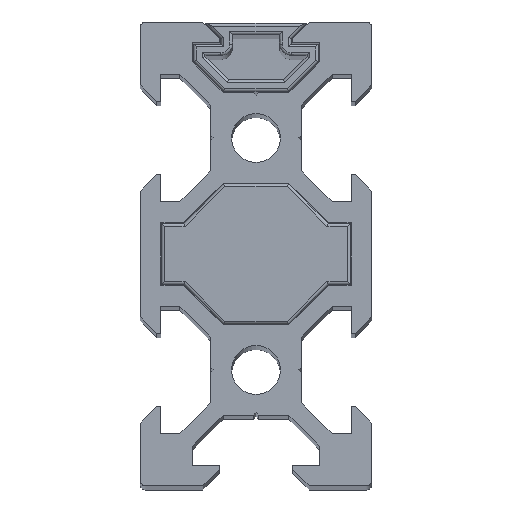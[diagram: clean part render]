
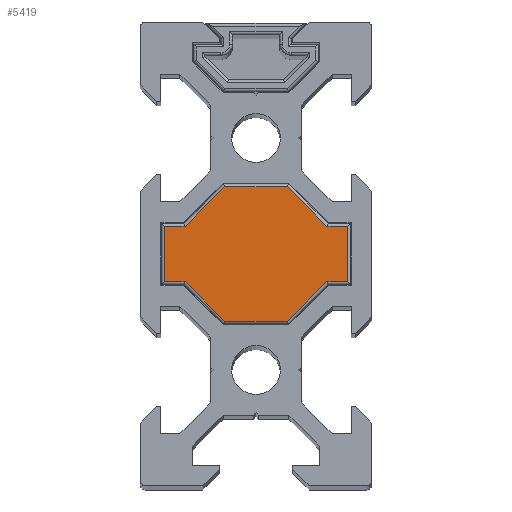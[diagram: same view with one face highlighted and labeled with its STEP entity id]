
A CAD part, top view. The second image highlights one B-rep face of the part: STEP entity #5419.
In plain terms, the highlighted planar face has unit normal (0, 0, 1).
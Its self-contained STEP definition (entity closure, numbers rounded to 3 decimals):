
#535=FACE_OUTER_BOUND('',#846,.T.);
#846=EDGE_LOOP('',(#4823,#4824,#4825,#4826,#4827,#4828,#4829,#4830,#4831,
#4832,#4833,#4834));
#1464=LINE('',#8763,#2104);
#1466=LINE('',#8771,#2106);
#1468=LINE('',#8777,#2108);
#1470=LINE('',#8783,#2110);
#1472=LINE('',#8789,#2112);
#1474=LINE('',#8795,#2114);
#1476=LINE('',#8801,#2116);
#1479=LINE('',#8809,#2119);
#1481=LINE('',#8815,#2121);
#1483=LINE('',#8821,#2123);
#1485=LINE('',#8827,#2125);
#1487=LINE('',#8831,#2127);
#2104=VECTOR('',#7196,10.);
#2106=VECTOR('',#7204,10.);
#2108=VECTOR('',#7210,10.);
#2110=VECTOR('',#7216,10.);
#2112=VECTOR('',#7222,10.);
#2114=VECTOR('',#7228,10.);
#2116=VECTOR('',#7234,10.);
#2119=VECTOR('',#7241,10.);
#2121=VECTOR('',#7247,10.);
#2123=VECTOR('',#7253,10.);
#2125=VECTOR('',#7259,10.);
#2127=VECTOR('',#7265,10.);
#2598=VERTEX_POINT('',#8761);
#2599=VERTEX_POINT('',#8762);
#2602=VERTEX_POINT('',#8770);
#2604=VERTEX_POINT('',#8776);
#2606=VERTEX_POINT('',#8782);
#2608=VERTEX_POINT('',#8788);
#2610=VERTEX_POINT('',#8794);
#2612=VERTEX_POINT('',#8800);
#2615=VERTEX_POINT('',#8808);
#2617=VERTEX_POINT('',#8814);
#2619=VERTEX_POINT('',#8820);
#2621=VERTEX_POINT('',#8826);
#3324=EDGE_CURVE('',#2598,#2599,#1464,.T.);
#3328=EDGE_CURVE('',#2599,#2602,#1466,.T.);
#3331=EDGE_CURVE('',#2602,#2604,#1468,.T.);
#3334=EDGE_CURVE('',#2604,#2606,#1470,.T.);
#3337=EDGE_CURVE('',#2606,#2608,#1472,.T.);
#3340=EDGE_CURVE('',#2608,#2610,#1474,.T.);
#3343=EDGE_CURVE('',#2610,#2612,#1476,.T.);
#3347=EDGE_CURVE('',#2612,#2615,#1479,.T.);
#3350=EDGE_CURVE('',#2615,#2617,#1481,.T.);
#3353=EDGE_CURVE('',#2617,#2619,#1483,.T.);
#3356=EDGE_CURVE('',#2619,#2621,#1485,.T.);
#3359=EDGE_CURVE('',#2621,#2598,#1487,.T.);
#4823=ORIENTED_EDGE('',*,*,#3324,.F.);
#4824=ORIENTED_EDGE('',*,*,#3359,.F.);
#4825=ORIENTED_EDGE('',*,*,#3356,.F.);
#4826=ORIENTED_EDGE('',*,*,#3353,.F.);
#4827=ORIENTED_EDGE('',*,*,#3350,.F.);
#4828=ORIENTED_EDGE('',*,*,#3347,.F.);
#4829=ORIENTED_EDGE('',*,*,#3343,.F.);
#4830=ORIENTED_EDGE('',*,*,#3340,.F.);
#4831=ORIENTED_EDGE('',*,*,#3337,.F.);
#4832=ORIENTED_EDGE('',*,*,#3334,.F.);
#4833=ORIENTED_EDGE('',*,*,#3331,.F.);
#4834=ORIENTED_EDGE('',*,*,#3328,.F.);
#5128=PLANE('',#5856);
#5419=ADVANCED_FACE('',(#535),#5128,.T.);
#5856=AXIS2_PLACEMENT_3D('',#8858,#7291,#7292);
#7196=DIRECTION('',(-0.707,0.707,0.));
#7204=DIRECTION('',(-1.,0.,0.));
#7210=DIRECTION('',(0.,1.,0.));
#7216=DIRECTION('',(1.,0.,0.));
#7222=DIRECTION('',(0.707,0.707,0.));
#7228=DIRECTION('',(1.,0.,0.));
#7234=DIRECTION('',(0.707,-0.707,0.));
#7241=DIRECTION('',(1.,0.,0.));
#7247=DIRECTION('',(0.,-1.,0.));
#7253=DIRECTION('',(-1.,0.,0.));
#7259=DIRECTION('',(-0.707,-0.707,0.));
#7265=DIRECTION('',(-1.,0.,0.));
#7291=DIRECTION('center_axis',(0.,0.,1.));
#7292=DIRECTION('ref_axis',(1.,0.,0.));
#8761=CARTESIAN_POINT('',(-2.715,-5.8,501.));
#8762=CARTESIAN_POINT('',(-6.115,-2.4,501.));
#8763=CARTESIAN_POINT('',(-5.15,-3.365,501.));
#8770=CARTESIAN_POINT('',(-7.9,-2.4,501.));
#8771=CARTESIAN_POINT('',(-4.075,-2.4,501.));
#8776=CARTESIAN_POINT('',(-7.9,2.4,501.));
#8777=CARTESIAN_POINT('',(-7.9,1.325,501.));
#8782=CARTESIAN_POINT('',(-6.115,2.4,501.));
#8783=CARTESIAN_POINT('',(-3.109,2.4,501.));
#8788=CARTESIAN_POINT('',(-2.715,5.8,501.));
#8789=CARTESIAN_POINT('',(-3.45,5.065,501.));
#8794=CARTESIAN_POINT('',(2.715,5.8,501.));
#8795=CARTESIAN_POINT('',(1.409,5.8,501.));
#8800=CARTESIAN_POINT('',(6.115,2.4,501.));
#8801=CARTESIAN_POINT('',(5.15,3.365,501.));
#8808=CARTESIAN_POINT('',(7.9,2.4,501.));
#8809=CARTESIAN_POINT('',(4.075,2.4,501.));
#8814=CARTESIAN_POINT('',(7.9,-2.4,501.));
#8815=CARTESIAN_POINT('',(7.9,-1.325,501.));
#8820=CARTESIAN_POINT('',(6.115,-2.4,501.));
#8821=CARTESIAN_POINT('',(3.109,-2.4,501.));
#8826=CARTESIAN_POINT('',(2.715,-5.8,501.));
#8827=CARTESIAN_POINT('',(3.45,-5.065,501.));
#8831=CARTESIAN_POINT('',(-1.409,-5.8,501.));
#8858=CARTESIAN_POINT('Origin',(0.,0.,501.));
